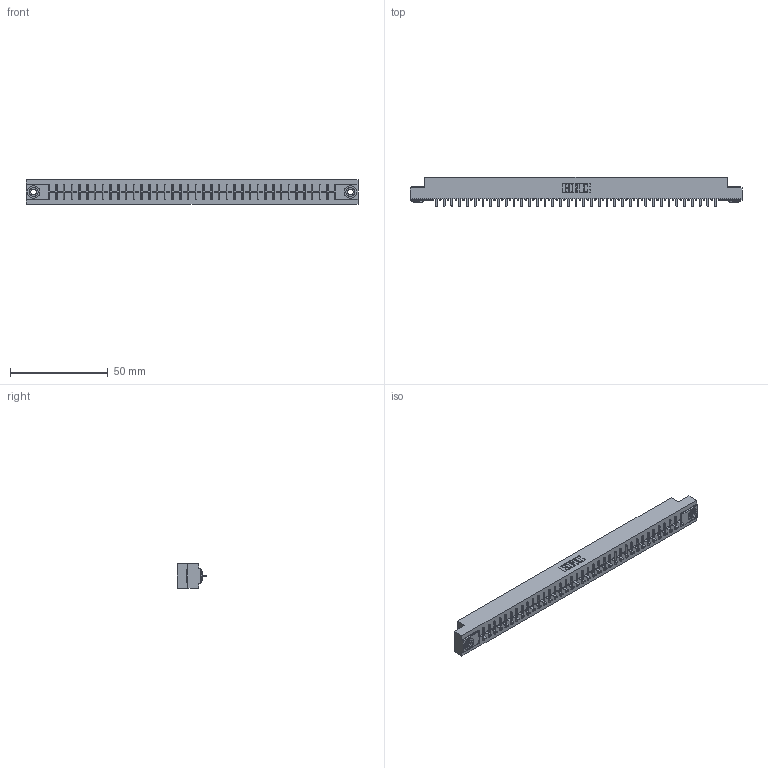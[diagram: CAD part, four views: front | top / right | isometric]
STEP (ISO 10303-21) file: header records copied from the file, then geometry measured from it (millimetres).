
FILE_DESCRIPTION (( 'STEP AP203' ), '1' );
FILE_NAME ('306-037-421-103.STEP', '2020-09-22T05:10:11', ( '' ), ( '' ), 'SwSTEP 2.0', 'SolidWorks 2020', '' );
FILE_SCHEMA (( 'CONFIG_CONTROL_DESIGN' ));
Length unit declared in the file: inch
Products named in the file (4): 345-250-002_345-250-002-102; 306-290-001_121; 306-037-421-103; 306 Part_.156 Dia
Assembly tree (40 placements, depth 2):
  306-037-421-103
    306 Part_.156 Dia
    306-290-001_121  x37
    345-250-002_345-250-002-102  x2
Bounding box: 169.62 x 14.88 x 12.7 mm (x, y, z)
Volume: 18665.3 mm3; surface area: 19092.5 mm2
Topology: 40 solids, 40 shells, 2758 faces, 7717 edges, 4942 vertices
Faces by surface type: plane 1831, cylinder 771, sphere 148, cone 8
Entity records: 36173 total; most frequent: CARTESIAN_POINT 6051, ORIENTED_EDGE 5990, DIRECTION 5981, EDGE_CURVE 2995, VECTOR 2333, LINE 2333, VERTEX_POINT 1894, AXIS2_PLACEMENT_3D 1824
